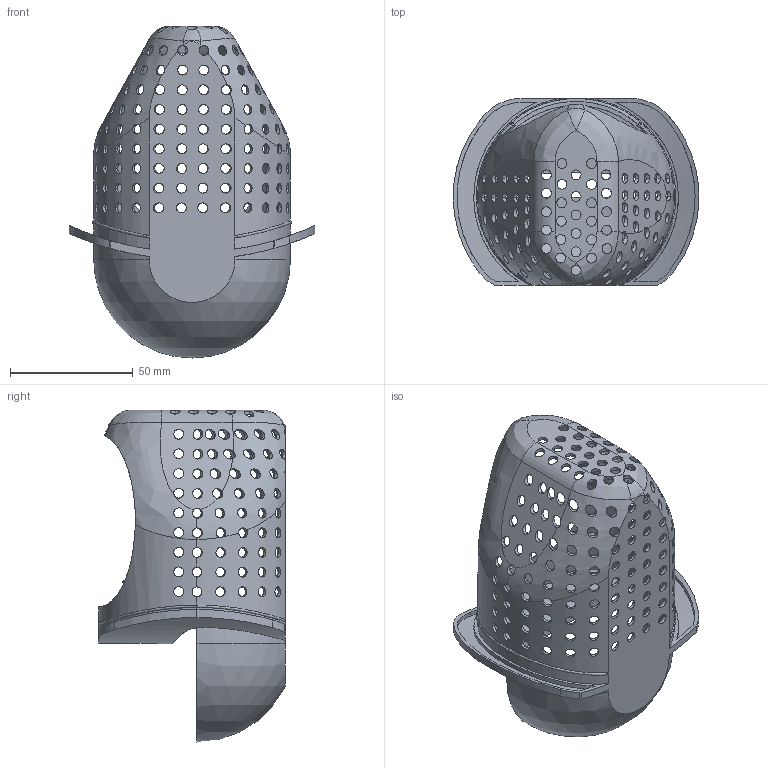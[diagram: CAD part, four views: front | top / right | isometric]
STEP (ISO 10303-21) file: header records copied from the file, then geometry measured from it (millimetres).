
FILE_DESCRIPTION (( 'STEP AP214' ), '1' );
FILE_NAME ('plant pot3.STEP', '2019-09-09T14:28:12', ( '' ), ( '' ), 'SwSTEP 2.0', 'SolidWorks 2016', '' );
FILE_SCHEMA (( 'AUTOMOTIVE_DESIGN' ));
Length unit declared in the file: millimetre
Products named in the file (1): plant pot3
Bounding box: 99.93 x 76 x 135 mm (x, y, z)
Volume: 32941.2 mm3; surface area: 56211.8 mm2
Topology: 1 solids, 1 shells, 475 faces, 1541 edges, 1005 vertices
Faces by surface type: cylinder 391, bspline 42, plane 21, torus 13, sphere 8
Entity records: 32521 total; most frequent: CARTESIAN_POINT 20558, ORIENTED_EDGE 3078, DIRECTION 1625, EDGE_CURVE 1539, VERTEX_POINT 1005, EDGE_LOOP 760, B_SPLINE_CURVE_WITH_KNOTS 639, AXIS2_PLACEMENT_3D 603
